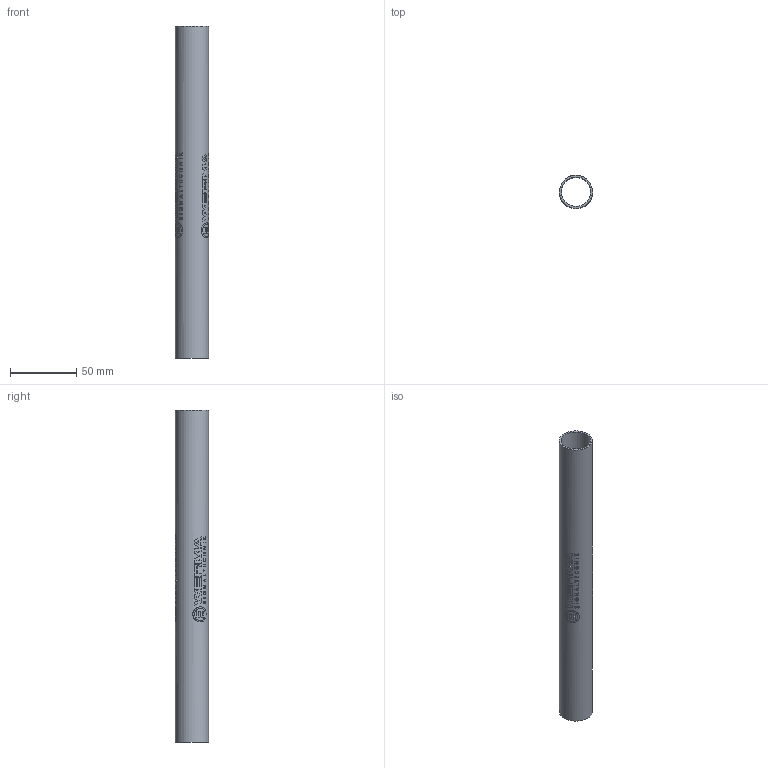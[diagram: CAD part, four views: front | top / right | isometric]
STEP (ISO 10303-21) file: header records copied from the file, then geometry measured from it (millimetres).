
FILE_DESCRIPTION(/* description */ ('Customer part'),/* implementation_level */ '2;1');
FILE_NAME(/* name */ '800000010434_PRT_000.step',/* time_stamp */ '2018-07-16T18:25:59+02:00',/* author */ ('IMPORT'),/* organization */ ('WERMA Signaltechnik GmbH+Co.KG'),/* preprocessor_version */ 'ST-DEVELOPER v17',/* originating_system */ 'Autodesk Inventor 2018',/* authorisation */ 'public');
FILE_SCHEMA (('AUTOMOTIVE_DESIGN { 1 0 10303 214 3 1 1 }'));
Length unit declared in the file: millimetre
Products named in the file (1): 800000010434
Bounding box: 25.17 x 25.1 x 250 mm (x, y, z)
Volume: 27766 mm3; surface area: 37289.6 mm2
Topology: 1 solids, 1 shells, 712 faces, 1914 edges, 1276 vertices
Faces by surface type: plane 521, cylinder 191
Full cylindrical faces by diameter (mm): 22 x1, 25 x1
Entity records: 25631 total; most frequent: CARTESIAN_POINT 7527, ORIENTED_EDGE 3828, DIRECTION 3740, EDGE_CURVE 1914, AXIS2_PLACEMENT_3D 1347, VERTEX_POINT 1276, LINE 1046, VECTOR 1046
